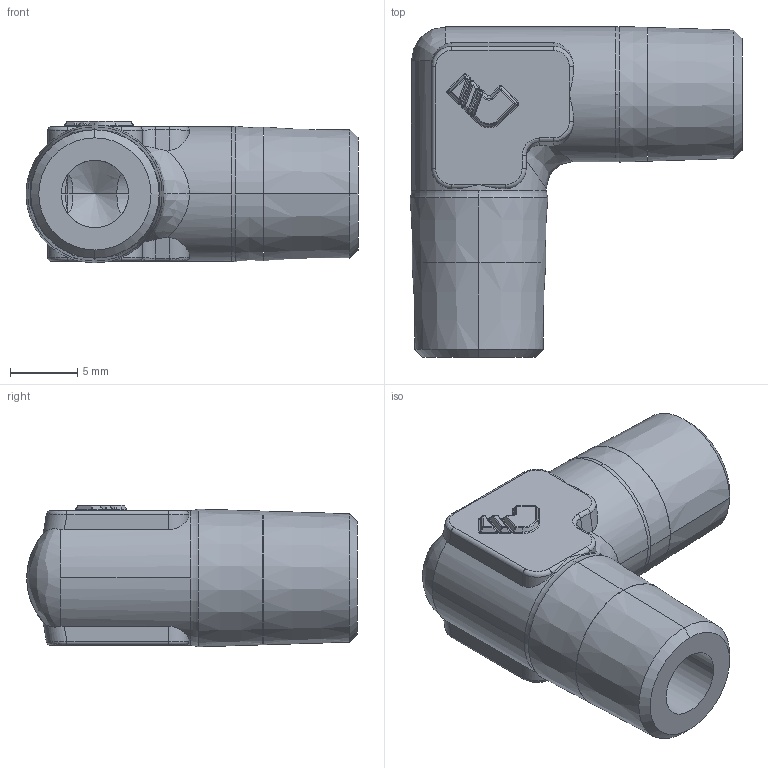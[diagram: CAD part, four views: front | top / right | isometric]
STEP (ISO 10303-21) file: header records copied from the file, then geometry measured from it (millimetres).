
FILE_DESCRIPTION(('STEP AP214'),'1');
FILE_NAME('0152_10_10.stp','2016-07-07T14:22:43',('TraceParts'),('TraceParts S.A.'),'Spatial InterOp 3D',' ',' ');
FILE_SCHEMA(('automotive_design'));
Length unit declared in the file: millimetre
Products named in the file (1): 0152-10-10
Bounding box: 24.61 x 24.52 x 10.51 mm (x, y, z)
Volume: 2299 mm3; surface area: 2040.7 mm2
Topology: 1 solids, 1 shells, 204 faces, 490 edges, 271 vertices
Faces by surface type: cylinder 88, plane 41, bspline 23, cone 22, sphere 18, torus 12
Entity records: 9392 total; most frequent: CARTESIAN_POINT 3266, DIRECTION 950, ORIENTED_EDGE 936, EDGE_CURVE 468, AXIS2_PLACEMENT_3D 384, VERTEX_POINT 271, EDGE_LOOP 211, STYLED_ITEM 205
